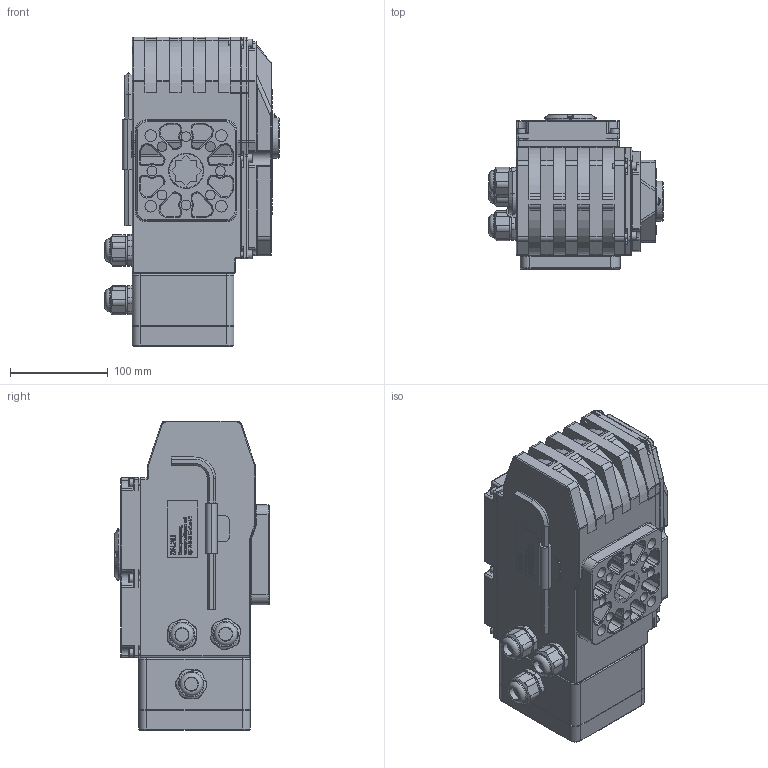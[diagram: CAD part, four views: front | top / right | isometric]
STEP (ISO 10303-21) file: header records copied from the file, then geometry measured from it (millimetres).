
FILE_DESCRIPTION(/* description */ (''),/* implementation_level */ '2;1');
FILE_NAME(/* name */ 'QT-N-040EM_3D_STEP.stp',/* time_stamp */ '2025-12-23T18:42:28+03:00',/* author */ ('igorr'),/* organization */ (''),/* preprocessor_version */ 'ST-DEVELOPER v20',/* originating_system */ 'Autodesk Inventor 2025',/* authorisation */ '');
FILE_SCHEMA (('AUTOMOTIVE_DESIGN { 1 0 10303 214 3 1 1 }'));
Products named in the file (7): Сборка; Деталь; AS 1427 - M3 x 16; AS 1427 - M3 x 5; Деталь1; Деталь1_1; AS 1420 - 1973 - M5 x 20
Assembly tree (26 placements, depth 2):
  Сборка
    Деталь
    AS 1420 - 1973 - M5 x 20  x16
    AS 1427 - M3 x 16  x4
    AS 1427 - M3 x 5
    Деталь1_1  x3
    Деталь1
Bounding box: 178 x 157.5 x 316.8 mm (x, y, z)
Volume: 4893114.9 mm3; surface area: 384985.8 mm2
Topology: 26 solids, 27 shells, 2388 faces, 6084 edges, 3898 vertices
Faces by surface type: plane 1052, cylinder 541, bspline 387, torus 300, cone 101, sphere 7
Full cylindrical faces by diameter (mm): 2.693 x5, 3 x5, 5 x16, 8.5 x16, 9 x4, 10 x8, 12 x4, 13.606 x3, 20.774 x1, 23.953 x3, 26.636 x1, 27.184 x3, 34.486 x1, 35 x1, 36 x1, 40 x1, 41.033 x1, 42.826 x2, 52 x1
Entity records: 66780 total; most frequent: CARTESIAN_POINT 17629, ORIENTED_EDGE 10226, DIRECTION 8961, EDGE_CURVE 5113, VERTEX_POINT 3268, AXIS2_PLACEMENT_3D 3054, LINE 2853, VECTOR 2853
